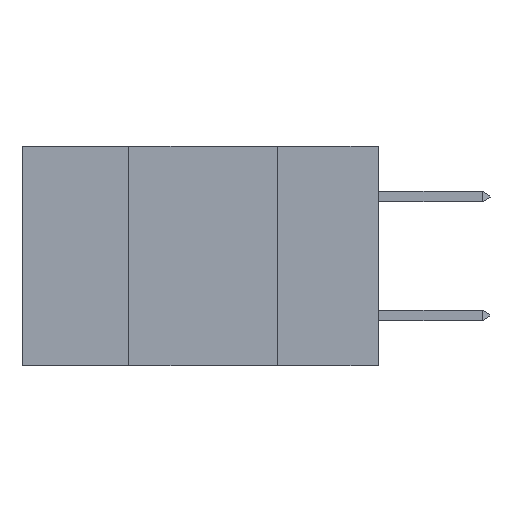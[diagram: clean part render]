
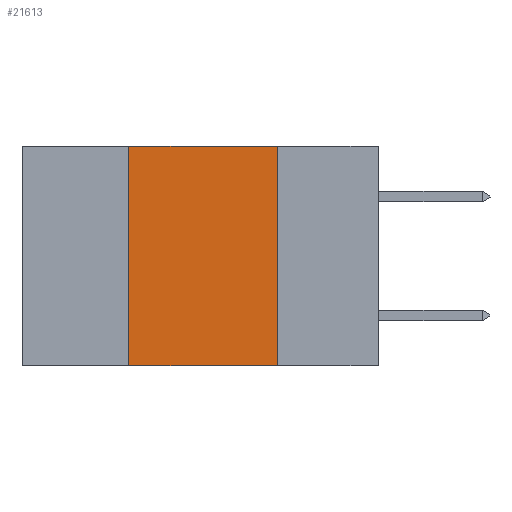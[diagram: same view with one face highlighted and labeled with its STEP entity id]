
A CAD part, left-side view. The second image highlights one B-rep face of the part: STEP entity #21613.
In plain terms, the highlighted planar face has unit normal (-1, 0, 0).
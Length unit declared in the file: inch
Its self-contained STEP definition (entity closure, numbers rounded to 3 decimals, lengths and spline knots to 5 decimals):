
#1330 = ORIENTED_EDGE ( 'NONE', *, *, #12621, .F. ) ;
#1617 = EDGE_CURVE ( 'NONE', #2310, #27543, #29890, .T. ) ;
#2310 = VERTEX_POINT ( 'NONE', #5956 ) ;
#3386 = FACE_OUTER_BOUND ( 'NONE', #22722, .T. ) ;
#3552 = ORIENTED_EDGE ( 'NONE', *, *, #26487, .T. ) ;
#5614 = CARTESIAN_POINT ( 'NONE',  ( 0., 0.42, -0.37 ) ) ;
#5826 = PLANE ( 'NONE',  #15437 ) ;
#5956 = CARTESIAN_POINT ( 'NONE',  ( 0., 0.17, 0. ) ) ;
#6204 = LINE ( 'NONE', #9012, #23741 ) ;
#9012 = CARTESIAN_POINT ( 'NONE',  ( 0., 0.42, 0. ) ) ;
#10645 = DIRECTION ( 'NONE',  ( 0., 0., -1. ) ) ;
#11545 = EDGE_CURVE ( 'NONE', #28631, #2310, #27072, .T. ) ;
#11652 = VERTEX_POINT ( 'NONE', #5614 ) ;
#12621 = EDGE_CURVE ( 'NONE', #11652, #28631, #6204, .T. ) ;
#14079 = DIRECTION ( 'NONE',  ( 0., 0., 1. ) ) ;
#14806 = VECTOR ( 'NONE', #26847, 39.37008 ) ;
#15291 = DIRECTION ( 'NONE',  ( 1., 0., 0. ) ) ;
#15437 = AXIS2_PLACEMENT_3D ( 'NONE', #26887, #15291, #10645 ) ;
#18431 = CARTESIAN_POINT ( 'NONE',  ( 0., 0.42, 0. ) ) ;
#18749 = DIRECTION ( 'NONE',  ( 0., 0., -1. ) ) ;
#18935 = CARTESIAN_POINT ( 'NONE',  ( 0., 0.17, -0.37 ) ) ;
#20863 = CARTESIAN_POINT ( 'NONE',  ( 0., 0.17, 0. ) ) ;
#21613 = ADVANCED_FACE ( 'NONE', ( #3386 ), #5826, .F. ) ;
#22032 = CARTESIAN_POINT ( 'NONE',  ( 0., 0.6, -0.37 ) ) ;
#22722 = EDGE_LOOP ( 'NONE', ( #28601, #28777, #1330, #3552 ) ) ;
#23741 = VECTOR ( 'NONE', #14079, 39.37008 ) ;
#23769 = VECTOR ( 'NONE', #28547, 39.37008 ) ;
#25706 = LINE ( 'NONE', #22032, #14806 ) ;
#26039 = CARTESIAN_POINT ( 'NONE',  ( 0., 0.6, 0. ) ) ;
#26487 = EDGE_CURVE ( 'NONE', #11652, #27543, #25706, .T. ) ;
#26847 = DIRECTION ( 'NONE',  ( 0., -1., 0. ) ) ;
#26887 = CARTESIAN_POINT ( 'NONE',  ( 0., 0.6, 0. ) ) ;
#27072 = LINE ( 'NONE', #26039, #23769 ) ;
#27543 = VERTEX_POINT ( 'NONE', #18935 ) ;
#27644 = VECTOR ( 'NONE', #18749, 39.37008 ) ;
#28547 = DIRECTION ( 'NONE',  ( 0., -1., 0. ) ) ;
#28601 = ORIENTED_EDGE ( 'NONE', *, *, #1617, .F. ) ;
#28631 = VERTEX_POINT ( 'NONE', #18431 ) ;
#28777 = ORIENTED_EDGE ( 'NONE', *, *, #11545, .F. ) ;
#29890 = LINE ( 'NONE', #20863, #27644 ) ;
